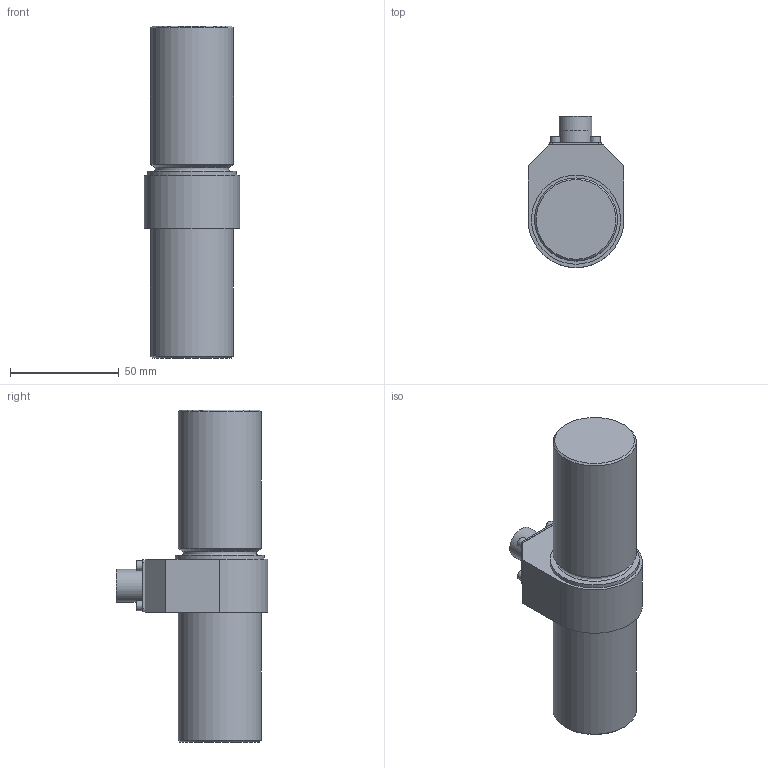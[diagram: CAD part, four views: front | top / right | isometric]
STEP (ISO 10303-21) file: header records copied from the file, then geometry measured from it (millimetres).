
FILE_DESCRIPTION((''),'2;1');
FILE_NAME('LCM550 Bendix.stp','2010-11-08T15:48:55',('thomasl'),(''),'Autodesk Inventor 2008','Autodesk Inventor 2008','');
FILE_SCHEMA(('AUTOMOTIVE_DESIGN { 1 0 10303 214 1 1 1 1 }'));
Length unit declared in the file: inch
Products named in the file (2): LCM550 Bendix; ~~$F1677-C
Assembly tree (1 placements, depth 2):
  LCM550 Bendix
    ~~$F1677-C
Bounding box: 43.94 x 69.42 x 152.4 mm (x, y, z)
Volume: 197557.9 mm3; surface area: 32839.3 mm2
Topology: 1 solids, 9 shells, 138 faces, 284 edges, 188 vertices
Faces by surface type: plane 75, cylinder 44, bspline 11, cone 8
Full cylindrical faces by diameter (mm): 1.524 x12, 2.385 x4, 2.845 x4, 3.302 x4, 4.648 x4, 13.97 x1, 14.554 x1, 14.986 x1, 15.875 x1, 38.1 x2, 38.608 x1, 39.065 x1, 39.37 x1, 40.894 x1, 40.902 x1
Entity records: 3736 total; most frequent: CARTESIAN_POINT 1068, DIRECTION 560, ORIENTED_EDGE 410, AXIS2_PLACEMENT_3D 228, EDGE_LOOP 228, EDGE_CURVE 205, VERTEX_POINT 167, FACE_OUTER_BOUND 138
